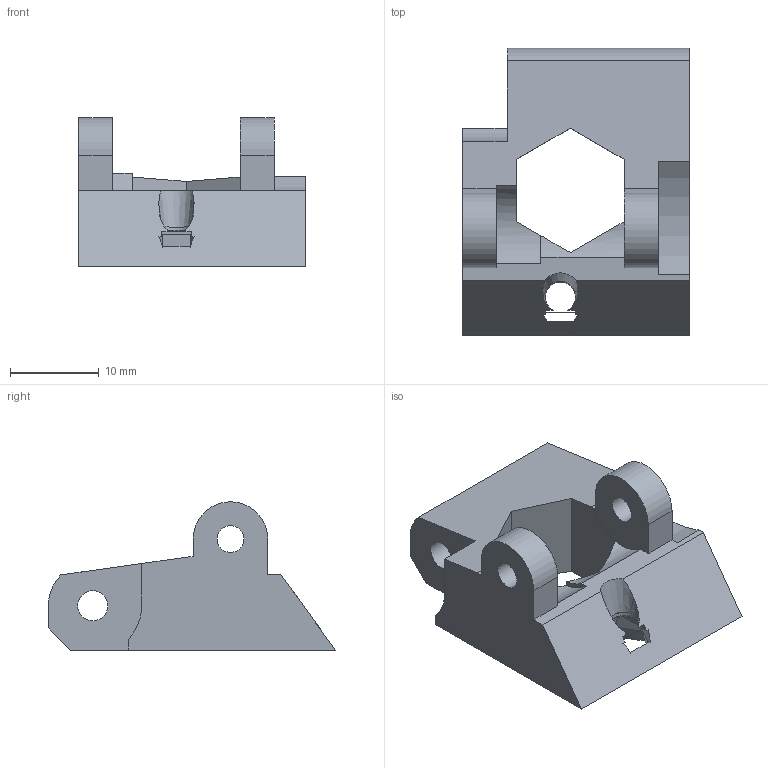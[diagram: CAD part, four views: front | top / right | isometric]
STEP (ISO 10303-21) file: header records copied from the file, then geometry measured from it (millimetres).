
FILE_DESCRIPTION(/* description */ (''),/* implementation_level */ '2;1');
FILE_NAME(/* name */ 'Extruder_Idler v1.step',/* time_stamp */ '2019-09-13T16:46:32+02:00',/* author */ (''),/* organization */ (''),/* preprocessor_version */ 'ST-DEVELOPER v18',/* originating_system */ 'Autodesk Translation Framework v8.6.0.1094',/* authorisation */ '');
FILE_SCHEMA (('AUTOMOTIVE_DESIGN { 1 0 10303 214 3 1 1 }'));
Length unit declared in the file: millimetre
Products named in the file (1): Extruder_Idler
Bounding box: 25.5 x 32.33 x 16.7 mm (x, y, z)
Volume: 5004.8 mm3; surface area: 3115.5 mm2
Topology: 1 solids, 1 shells, 68 faces, 204 edges, 135 vertices
Faces by surface type: plane 55, cylinder 11, cone 2
Full cylindrical faces by diameter (mm): 3 x2, 3.4 x1
Entity records: 2367 total; most frequent: CARTESIAN_POINT 426, ORIENTED_EDGE 408, DIRECTION 385, EDGE_CURVE 204, LINE 157, VECTOR 157, VERTEX_POINT 135, AXIS2_PLACEMENT_3D 114
